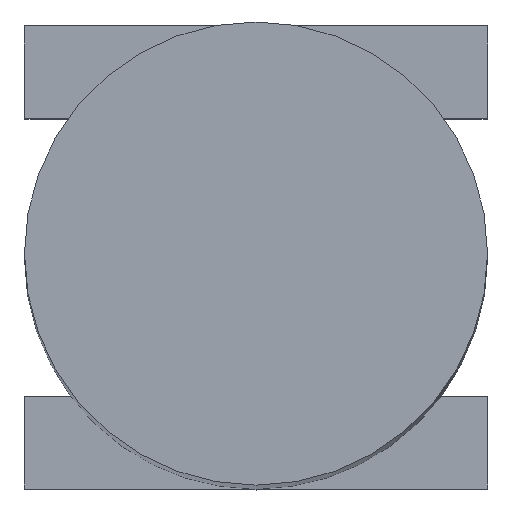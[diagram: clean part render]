
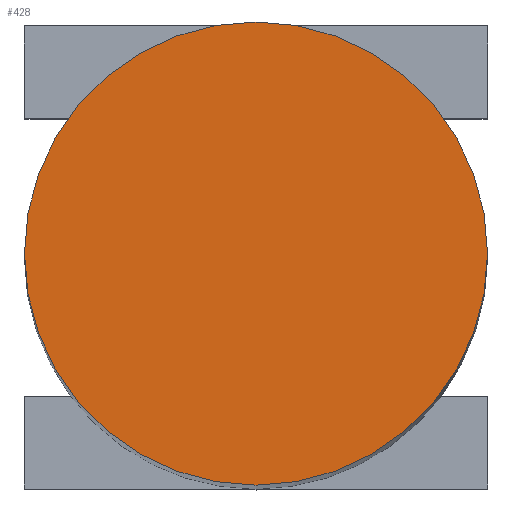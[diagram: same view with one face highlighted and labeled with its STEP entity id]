
A CAD part, top view. The second image highlights one B-rep face of the part: STEP entity #428.
In plain terms, the highlighted planar face has unit normal (0, 0, 1).
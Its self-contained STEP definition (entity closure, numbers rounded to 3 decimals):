
#24 = DIRECTION ( 'NONE',  ( 0., 0., 1. ) ) ;
#95 = EDGE_CURVE ( 'NONE', #512, #155, #297, .T. ) ;
#103 = CARTESIAN_POINT ( 'NONE',  ( 25., 0., 0. ) ) ;
#125 = DIRECTION ( 'NONE',  ( 0., 0., 1. ) ) ;
#154 = AXIS2_PLACEMENT_3D ( 'NONE', #513, #125, #311 ) ;
#155 = VERTEX_POINT ( 'NONE', #432 ) ;
#163 = FACE_OUTER_BOUND ( 'NONE', #604, .T. ) ;
#272 = CIRCLE ( 'NONE', #154, 25. ) ;
#274 = DIRECTION ( 'NONE',  ( 1., 0., 0. ) ) ;
#297 = CIRCLE ( 'NONE', #679, 25. ) ;
#311 = DIRECTION ( 'NONE',  ( -1., 0., 0. ) ) ;
#428 = ADVANCED_FACE ( 'NONE', ( #163 ), #607, .T. ) ;
#432 = CARTESIAN_POINT ( 'NONE',  ( -25., 0., 0. ) ) ;
#477 = AXIS2_PLACEMENT_3D ( 'NONE', #795, #732, #800 ) ;
#492 = ORIENTED_EDGE ( 'NONE', *, *, #749, .T. ) ;
#512 = VERTEX_POINT ( 'NONE', #103 ) ;
#513 = CARTESIAN_POINT ( 'NONE',  ( 0., 0., 0. ) ) ;
#581 = CARTESIAN_POINT ( 'NONE',  ( 0., 0., 0. ) ) ;
#604 = EDGE_LOOP ( 'NONE', ( #492, #796 ) ) ;
#607 = PLANE ( 'NONE',  #477 ) ;
#679 = AXIS2_PLACEMENT_3D ( 'NONE', #581, #24, #274 ) ;
#732 = DIRECTION ( 'NONE',  ( 0., 0., 1. ) ) ;
#749 = EDGE_CURVE ( 'NONE', #155, #512, #272, .T. ) ;
#795 = CARTESIAN_POINT ( 'NONE',  ( 0., 0., 0. ) ) ;
#796 = ORIENTED_EDGE ( 'NONE', *, *, #95, .T. ) ;
#800 = DIRECTION ( 'NONE',  ( 1., 0., 0. ) ) ;
